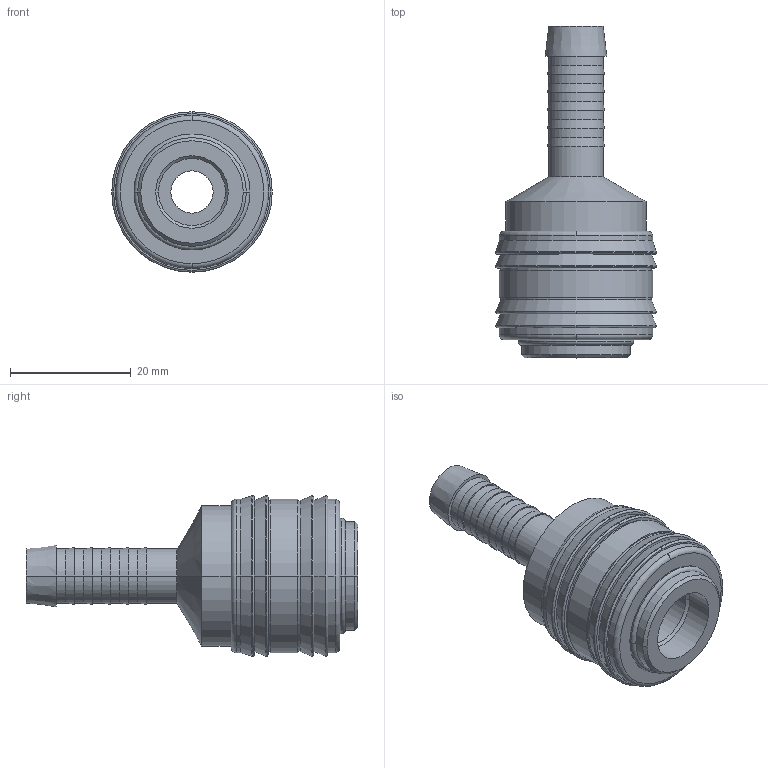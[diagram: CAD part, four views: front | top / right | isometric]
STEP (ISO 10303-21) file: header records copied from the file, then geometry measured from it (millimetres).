
FILE_DESCRIPTION(('STEP AP214'),'1');
FILE_NAME('esa_9_t.stp','2020-03-05T09:23:49',('TraceParts'),('TraceParts S.A.'),'Spatial InterOp 3D',' ',' ');
FILE_SCHEMA(('automotive_design'));
Length unit declared in the file: millimetre
Products named in the file (1): 1
Bounding box: 26.6 x 55 x 26.6 mm (x, y, z)
Volume: 11043.4 mm3; surface area: 5473.1 mm2
Topology: 1 solids, 1 shells, 99 faces, 217 edges, 135 vertices
Faces by surface type: cylinder 32, cone 26, torus 24, plane 17
Entity records: 3590 total; most frequent: DIRECTION 576, CARTESIAN_POINT 452, ORIENTED_EDGE 434, AXIS2_PLACEMENT_3D 259, EDGE_CURVE 217, CIRCLE 159, VERTEX_POINT 135, EDGE_LOOP 116
